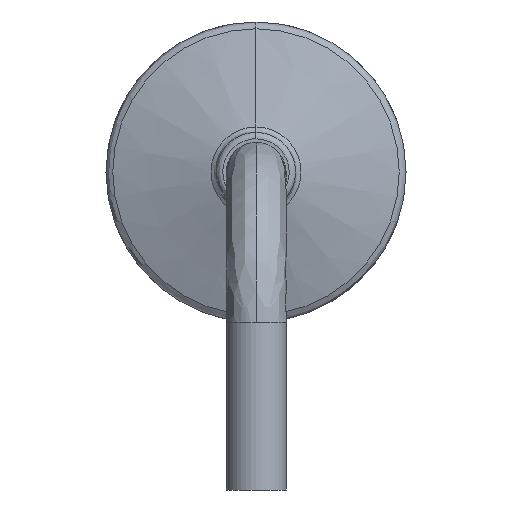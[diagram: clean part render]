
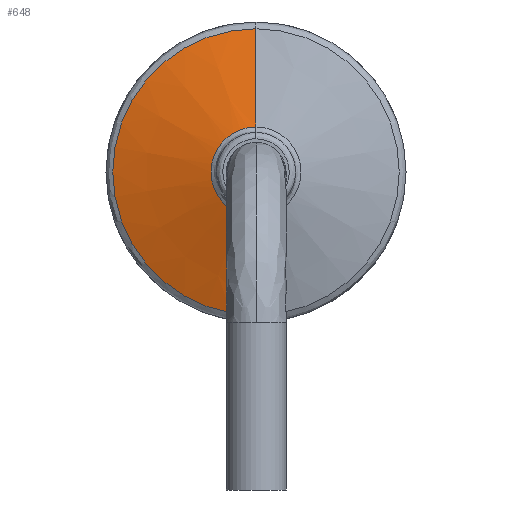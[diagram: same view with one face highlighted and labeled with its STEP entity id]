
A CAD part, left-side view. The second image highlights one B-rep face of the part: STEP entity #648.
In plain terms, the highlighted conical face has half-angle 73 degrees and reference radius 1.193 mm.
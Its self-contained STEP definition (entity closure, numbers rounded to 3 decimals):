
#324 = EDGE_CURVE ( 'NONE', #392, #2159, #1118, .T. ) ;
#364 = CARTESIAN_POINT ( 'NONE',  ( -3.225, 0., 0. ) ) ;
#392 = VERTEX_POINT ( 'NONE', #607 ) ;
#435 = CIRCLE ( 'NONE', #2492, 0.375 ) ;
#439 = LINE ( 'NONE', #1424, #2449 ) ;
#519 = CARTESIAN_POINT ( 'NONE',  ( -3.476, 0., -0.375 ) ) ;
#538 = FACE_OUTER_BOUND ( 'NONE', #2336, .T. ) ;
#607 = CARTESIAN_POINT ( 'NONE',  ( -3.476, 0., 0.375 ) ) ;
#648 = ADVANCED_FACE ( 'NONE', ( #538 ), #1635, .T. ) ;
#699 = ORIENTED_EDGE ( 'NONE', *, *, #2739, .T. ) ;
#787 = DIRECTION ( 'NONE',  ( 0., 0., 1. ) ) ;
#820 = ORIENTED_EDGE ( 'NONE', *, *, #1381, .F. ) ;
#867 = VERTEX_POINT ( 'NONE', #519 ) ;
#918 = EDGE_CURVE ( 'NONE', #867, #1653, #439, .T. ) ;
#1001 = ORIENTED_EDGE ( 'NONE', *, *, #918, .F. ) ;
#1006 = CARTESIAN_POINT ( 'NONE',  ( -3.225, 0., 1.193 ) ) ;
#1118 = LINE ( 'NONE', #1006, #2764 ) ;
#1174 = DIRECTION ( 'NONE',  ( 0., 0., -1. ) ) ;
#1234 = DIRECTION ( 'NONE',  ( 1., 0., 0. ) ) ;
#1381 = EDGE_CURVE ( 'NONE', #1653, #2159, #2107, .T. ) ;
#1389 = DIRECTION ( 'NONE',  ( 1., 0., 0. ) ) ;
#1424 = CARTESIAN_POINT ( 'NONE',  ( -3.225, 0., -1.193 ) ) ;
#1479 = CARTESIAN_POINT ( 'NONE',  ( -3.225, 0., -1.193 ) ) ;
#1617 = CARTESIAN_POINT ( 'NONE',  ( -3.476, 0., 0. ) ) ;
#1635 = CONICAL_SURFACE ( 'NONE', #2722, 1.193, 1.274 ) ;
#1653 = VERTEX_POINT ( 'NONE', #1479 ) ;
#1656 = DIRECTION ( 'NONE',  ( 0.292, 0., 0.956 ) ) ;
#1696 = CARTESIAN_POINT ( 'NONE',  ( -3.225, 0., 1.193 ) ) ;
#2059 = DIRECTION ( 'NONE',  ( 0., 0., 1. ) ) ;
#2061 = DIRECTION ( 'NONE',  ( 1., 0., 0. ) ) ;
#2068 = CARTESIAN_POINT ( 'NONE',  ( -3.225, 0., 0. ) ) ;
#2107 = CIRCLE ( 'NONE', #2754, 1.193 ) ;
#2159 = VERTEX_POINT ( 'NONE', #1696 ) ;
#2310 = ORIENTED_EDGE ( 'NONE', *, *, #324, .T. ) ;
#2336 = EDGE_LOOP ( 'NONE', ( #699, #2310, #820, #1001 ) ) ;
#2449 = VECTOR ( 'NONE', #2485, 1000. ) ;
#2485 = DIRECTION ( 'NONE',  ( 0.292, 0., -0.956 ) ) ;
#2492 = AXIS2_PLACEMENT_3D ( 'NONE', #1617, #1389, #787 ) ;
#2722 = AXIS2_PLACEMENT_3D ( 'NONE', #2068, #2061, #1174 ) ;
#2739 = EDGE_CURVE ( 'NONE', #867, #392, #435, .T. ) ;
#2754 = AXIS2_PLACEMENT_3D ( 'NONE', #364, #1234, #2059 ) ;
#2764 = VECTOR ( 'NONE', #1656, 1000. ) ;
